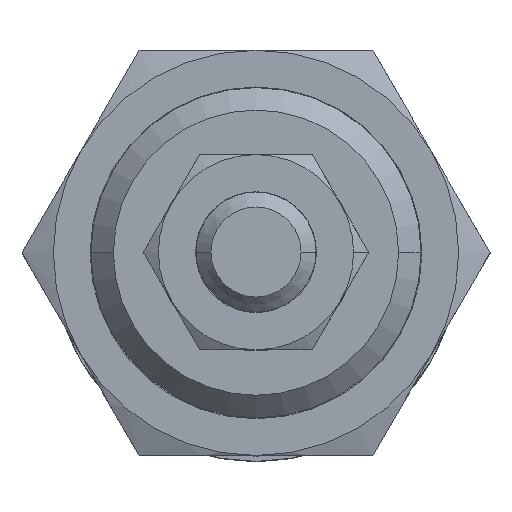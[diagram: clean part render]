
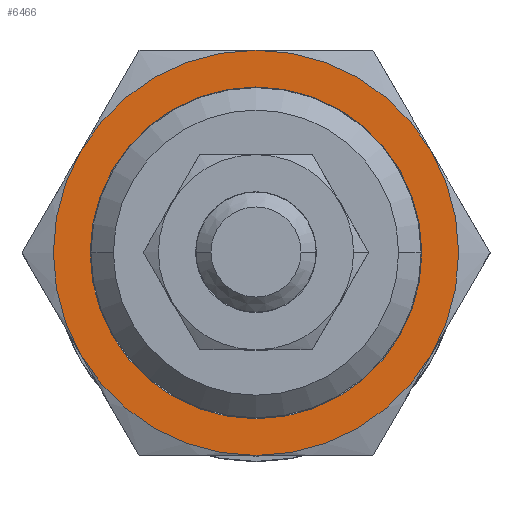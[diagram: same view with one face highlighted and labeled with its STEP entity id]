
A CAD part, top view. The second image highlights one B-rep face of the part: STEP entity #6466.
In plain terms, the highlighted planar face has unit normal (0, 0, 1).
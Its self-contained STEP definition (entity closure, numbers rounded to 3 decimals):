
#358 = CARTESIAN_POINT ( 'NONE',  ( -9.57, -5.525, 239. ) ) ;
#730 = DIRECTION ( 'NONE',  ( 0.866, 0.5, 0. ) ) ;
#977 = DIRECTION ( 'NONE',  ( 0.866, 0.5, 0. ) ) ;
#1139 = CARTESIAN_POINT ( 'NONE',  ( 0., 13.5, 239. ) ) ;
#1627 = CARTESIAN_POINT ( 'NONE',  ( 11.691, -6.75, 239. ) ) ;
#1643 = EDGE_CURVE ( 'NONE', #24228, #14880, #3783, .T. ) ;
#1764 = PLANE ( 'NONE',  #8335 ) ;
#2120 = AXIS2_PLACEMENT_3D ( 'NONE', #21569, #16096, #4908 ) ;
#2724 = DIRECTION ( 'NONE',  ( 0., 0., -1. ) ) ;
#2815 = VERTEX_POINT ( 'NONE', #358 ) ;
#2846 = CARTESIAN_POINT ( 'NONE',  ( 0., 0., 239. ) ) ;
#3082 = CIRCLE ( 'NONE', #9422, 13.5 ) ;
#3752 = FACE_BOUND ( 'NONE', #18612, .T. ) ;
#3759 = VERTEX_POINT ( 'NONE', #1139 ) ;
#3760 = CIRCLE ( 'NONE', #16483, 11.05 ) ;
#3783 = CIRCLE ( 'NONE', #9340, 13.5 ) ;
#4450 = DIRECTION ( 'NONE',  ( 0.866, 0.5, 0. ) ) ;
#4632 = AXIS2_PLACEMENT_3D ( 'NONE', #2846, #21626, #16157 ) ;
#4908 = DIRECTION ( 'NONE',  ( 0.866, 0.5, 0. ) ) ;
#5276 = CARTESIAN_POINT ( 'NONE',  ( -11.691, 6.75, 239. ) ) ;
#5286 = DIRECTION ( 'NONE',  ( 0.866, 0.5, 0. ) ) ;
#6466 = ADVANCED_FACE ( 'NONE', ( #3752, #18800 ), #1764, .F. ) ;
#6619 = ORIENTED_EDGE ( 'NONE', *, *, #1643, .F. ) ;
#6732 = VERTEX_POINT ( 'NONE', #12585 ) ;
#7360 = DIRECTION ( 'NONE',  ( 0.866, 0.5, 0. ) ) ;
#7382 = DIRECTION ( 'NONE',  ( 0., 0., -1. ) ) ;
#7477 = VERTEX_POINT ( 'NONE', #19972 ) ;
#8056 = CARTESIAN_POINT ( 'NONE',  ( 0., 0., 239. ) ) ;
#8180 = DIRECTION ( 'NONE',  ( 0.866, 0.5, 0. ) ) ;
#8335 = AXIS2_PLACEMENT_3D ( 'NONE', #16933, #22431, #7360 ) ;
#8566 = CARTESIAN_POINT ( 'NONE',  ( 0., 0., 239. ) ) ;
#9340 = AXIS2_PLACEMENT_3D ( 'NONE', #18705, #7382, #5286 ) ;
#9422 = AXIS2_PLACEMENT_3D ( 'NONE', #21762, #16158, #730 ) ;
#9545 = ORIENTED_EDGE ( 'NONE', *, *, #12078, .T. ) ;
#9560 = DIRECTION ( 'NONE',  ( 0., 0., -1. ) ) ;
#10873 = ORIENTED_EDGE ( 'NONE', *, *, #21178, .F. ) ;
#11670 = CIRCLE ( 'NONE', #18758, 13.5 ) ;
#12078 = EDGE_CURVE ( 'NONE', #17549, #2815, #3760, .T. ) ;
#12585 = CARTESIAN_POINT ( 'NONE',  ( 11.691, 6.75, 239. ) ) ;
#12606 = AXIS2_PLACEMENT_3D ( 'NONE', #8566, #21761, #977 ) ;
#13318 = EDGE_CURVE ( 'NONE', #2815, #17549, #24120, .T. ) ;
#13443 = EDGE_CURVE ( 'NONE', #3759, #6732, #20916, .T. ) ;
#13476 = EDGE_CURVE ( 'NONE', #7477, #24228, #19710, .T. ) ;
#13674 = DIRECTION ( 'NONE',  ( 0., 0., -1. ) ) ;
#14880 = VERTEX_POINT ( 'NONE', #5276 ) ;
#15378 = EDGE_LOOP ( 'NONE', ( #15532, #19111, #21602, #6619, #22706, #10873 ) ) ;
#15532 = ORIENTED_EDGE ( 'NONE', *, *, #19190, .F. ) ;
#16096 = DIRECTION ( 'NONE',  ( 0., 0., -1. ) ) ;
#16157 = DIRECTION ( 'NONE',  ( 0.866, 0.5, 0. ) ) ;
#16158 = DIRECTION ( 'NONE',  ( 0., 0., -1. ) ) ;
#16166 = AXIS2_PLACEMENT_3D ( 'NONE', #19140, #13674, #19263 ) ;
#16483 = AXIS2_PLACEMENT_3D ( 'NONE', #8056, #9560, #8180 ) ;
#16933 = CARTESIAN_POINT ( 'NONE',  ( 0., 0., 239. ) ) ;
#17549 = VERTEX_POINT ( 'NONE', #21161 ) ;
#18612 = EDGE_LOOP ( 'NONE', ( #19304, #9545 ) ) ;
#18705 = CARTESIAN_POINT ( 'NONE',  ( 0., 0., 239. ) ) ;
#18758 = AXIS2_PLACEMENT_3D ( 'NONE', #19260, #2724, #4450 ) ;
#18800 = FACE_OUTER_BOUND ( 'NONE', #15378, .T. ) ;
#19111 = ORIENTED_EDGE ( 'NONE', *, *, #13443, .F. ) ;
#19140 = CARTESIAN_POINT ( 'NONE',  ( 0., 0., 239. ) ) ;
#19190 = EDGE_CURVE ( 'NONE', #6732, #22290, #3082, .T. ) ;
#19260 = CARTESIAN_POINT ( 'NONE',  ( 0., 0., 239. ) ) ;
#19263 = DIRECTION ( 'NONE',  ( 0.866, 0.5, 0. ) ) ;
#19304 = ORIENTED_EDGE ( 'NONE', *, *, #13318, .T. ) ;
#19710 = CIRCLE ( 'NONE', #4632, 13.5 ) ;
#19927 = EDGE_CURVE ( 'NONE', #14880, #3759, #21994, .T. ) ;
#19972 = CARTESIAN_POINT ( 'NONE',  ( 0., -13.5, 239. ) ) ;
#20916 = CIRCLE ( 'NONE', #12606, 13.5 ) ;
#21161 = CARTESIAN_POINT ( 'NONE',  ( 9.57, 5.525, 239. ) ) ;
#21178 = EDGE_CURVE ( 'NONE', #22290, #7477, #11670, .T. ) ;
#21569 = CARTESIAN_POINT ( 'NONE',  ( 0., 0., 239. ) ) ;
#21602 = ORIENTED_EDGE ( 'NONE', *, *, #19927, .F. ) ;
#21626 = DIRECTION ( 'NONE',  ( 0., 0., -1. ) ) ;
#21761 = DIRECTION ( 'NONE',  ( 0., 0., -1. ) ) ;
#21762 = CARTESIAN_POINT ( 'NONE',  ( 0., 0., 239. ) ) ;
#21994 = CIRCLE ( 'NONE', #2120, 13.5 ) ;
#22112 = CARTESIAN_POINT ( 'NONE',  ( -11.691, -6.75, 239. ) ) ;
#22290 = VERTEX_POINT ( 'NONE', #1627 ) ;
#22431 = DIRECTION ( 'NONE',  ( 0., 0., -1. ) ) ;
#22706 = ORIENTED_EDGE ( 'NONE', *, *, #13476, .F. ) ;
#24120 = CIRCLE ( 'NONE', #16166, 11.05 ) ;
#24228 = VERTEX_POINT ( 'NONE', #22112 ) ;
